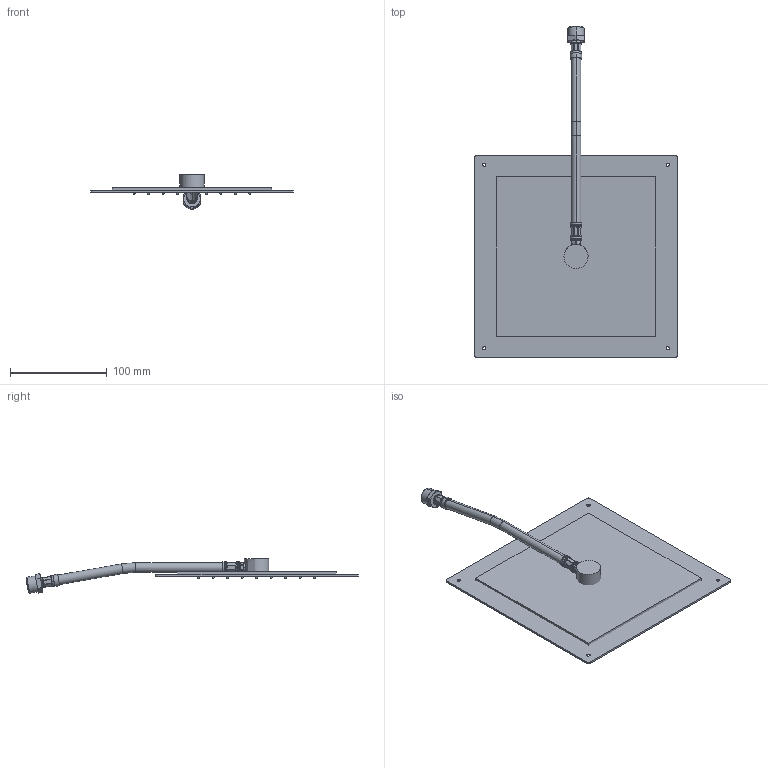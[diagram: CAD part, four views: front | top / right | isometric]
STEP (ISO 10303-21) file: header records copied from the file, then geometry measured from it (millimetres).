
FILE_DESCRIPTION(/* description */ (''),/* implementation_level */ '2;1');
FILE_NAME(/* name */ 'D_64200',/* time_stamp */ '2024-09-10T17:04:56+02:00',/* author */ (''),/* organization */ (''),/* preprocessor_version */ 'ST-DEVELOPER v16.5',/* originating_system */ '',/* authorisation */ '');
FILE_SCHEMA (('AUTOMOTIVE_DESIGN'));
Products named in the file (3): Document; 9040_FLEX1; Block 01
Assembly tree (2 placements, depth 3):
  Document
    9040_FLEX1
      Block 01
Bounding box: 210 x 343.57 x 35.63 mm (x, y, z)
Volume: 218921.2 mm3; surface area: 164691.2 mm2
Topology: 84 solids, 285 shells, 553 faces, 1627 edges, 1444 vertices
Faces by surface type: bspline 553
Entity records: 146972 total; most frequent: CARTESIAN_POINT 129690, B_SPLINE_CURVE_WITH_KNOTS 2867, ORIENTED_EDGE 2168, PCURVE 2168, DEFINITIONAL_REPRESENTATION 2168, SURFACE_CURVE 1625, EDGE_CURVE 1625, VERTEX_POINT 1442
